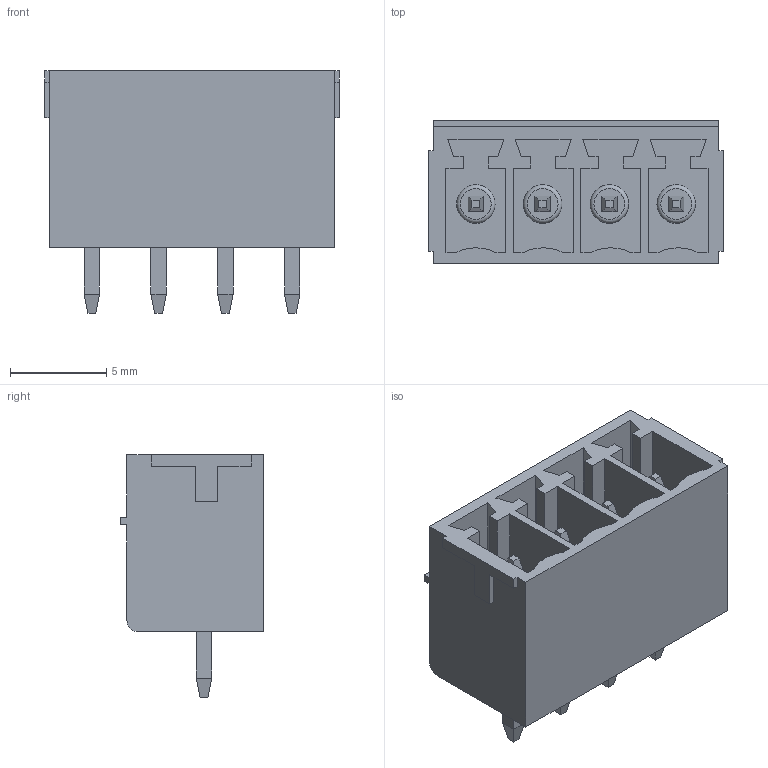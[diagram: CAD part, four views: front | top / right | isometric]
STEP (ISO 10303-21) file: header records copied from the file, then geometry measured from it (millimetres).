
FILE_DESCRIPTION(('FreeCAD Model'),'2;1');
FILE_NAME( 'OQ 4P vertical.step', '2020-02-12T09:19:28',('kicad StepUp'),('ksu MCAD'), 'Open CASCADE STEP processor 7.3','FreeCAD','Unknown');
FILE_SCHEMA(('AUTOMOTIVE_DESIGN { 1 0 10303 214 1 1 1 1 }'));
Length unit declared in the file: millimetre
Products named in the file (1): OQ_4P_vertical
Bounding box: 15.3 x 7.45 x 12.6 mm (x, y, z)
Volume: 498.6 mm3; surface area: 1393.2 mm2
Topology: 1 solids, 1 shells, 252 faces, 648 edges, 414 vertices
Faces by surface type: plane 231, cylinder 17, torus 4
Full cylindrical faces by diameter (mm): 2 x4
Entity records: 9239 total; most frequent: CARTESIAN_POINT 1315, ORIENTED_EDGE 1296, DIRECTION 1196, EDGE_CURVE 648, LINE 606, VECTOR 606, VERTEX_POINT 414, AXIS2_PLACEMENT_3D 295
